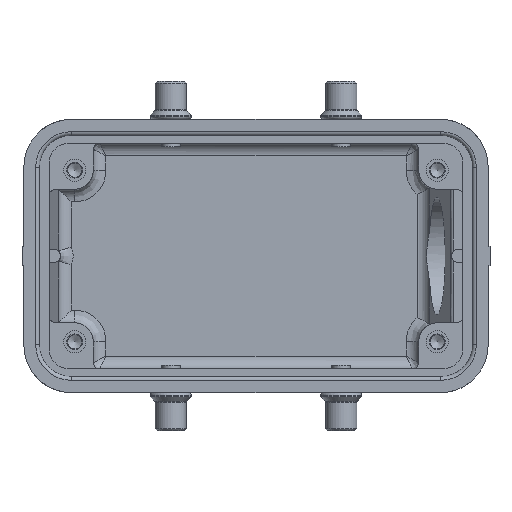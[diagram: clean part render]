
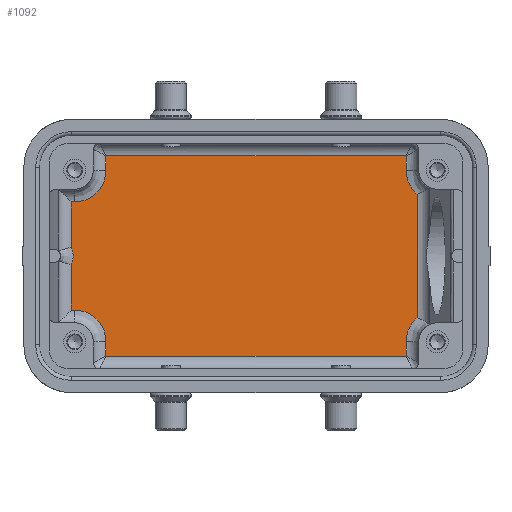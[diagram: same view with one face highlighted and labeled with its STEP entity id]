
A CAD part, front view. The second image highlights one B-rep face of the part: STEP entity #1092.
In plain terms, the highlighted planar face has unit normal (0, -1, 0).
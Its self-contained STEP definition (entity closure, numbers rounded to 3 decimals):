
#665=FACE_OUTER_BOUND('',#2813,.T.);
#1092=ADVANCED_FACE('',(#665),#1382,.F.);
#1382=PLANE('',#6948);
#1812=LINE('',#11487,#2259);
#1813=LINE('',#11490,#2260);
#1814=LINE('',#11494,#2261);
#1815=LINE('',#11496,#2262);
#1816=LINE('',#11498,#2263);
#1817=LINE('',#11502,#2264);
#1818=LINE('',#11506,#2265);
#1819=LINE('',#11508,#2266);
#1820=LINE('',#11510,#2267);
#1821=LINE('',#11514,#2268);
#1822=LINE('',#11516,#2269);
#2259=VECTOR('',#8220,1.);
#2260=VECTOR('',#8221,1.);
#2261=VECTOR('',#8224,1.);
#2262=VECTOR('',#8225,1.);
#2263=VECTOR('',#8226,1.);
#2264=VECTOR('',#8229,1.);
#2265=VECTOR('',#8232,1.);
#2266=VECTOR('',#8233,1.);
#2267=VECTOR('',#8234,1.);
#2268=VECTOR('',#8237,1.);
#2269=VECTOR('',#8238,1.);
#2813=EDGE_LOOP('',(#4223,#4224,#4225,#4226,#4227,#4228,#4229,#4230,#4231,
#4232,#4233,#4234,#4235,#4236,#4237,#4238));
#4223=ORIENTED_EDGE('',*,*,#6109,.F.);
#4224=ORIENTED_EDGE('',*,*,#6110,.F.);
#4225=ORIENTED_EDGE('',*,*,#6111,.F.);
#4226=ORIENTED_EDGE('',*,*,#6112,.F.);
#4227=ORIENTED_EDGE('',*,*,#6113,.F.);
#4228=ORIENTED_EDGE('',*,*,#6114,.F.);
#4229=ORIENTED_EDGE('',*,*,#6115,.F.);
#4230=ORIENTED_EDGE('',*,*,#6116,.F.);
#4231=ORIENTED_EDGE('',*,*,#6117,.F.);
#4232=ORIENTED_EDGE('',*,*,#6118,.F.);
#4233=ORIENTED_EDGE('',*,*,#6119,.F.);
#4234=ORIENTED_EDGE('',*,*,#6120,.F.);
#4235=ORIENTED_EDGE('',*,*,#6121,.F.);
#4236=ORIENTED_EDGE('',*,*,#6122,.F.);
#4237=ORIENTED_EDGE('',*,*,#6123,.F.);
#4238=ORIENTED_EDGE('',*,*,#6124,.F.);
#5298=VERTEX_POINT('',#11488);
#5299=VERTEX_POINT('',#11489);
#5300=VERTEX_POINT('',#11491);
#5301=VERTEX_POINT('',#11493);
#5302=VERTEX_POINT('',#11495);
#5303=VERTEX_POINT('',#11497);
#5304=VERTEX_POINT('',#11499);
#5305=VERTEX_POINT('',#11501);
#5306=VERTEX_POINT('',#11503);
#5307=VERTEX_POINT('',#11505);
#5308=VERTEX_POINT('',#11507);
#5309=VERTEX_POINT('',#11509);
#5310=VERTEX_POINT('',#11511);
#5311=VERTEX_POINT('',#11513);
#5312=VERTEX_POINT('',#11515);
#5313=VERTEX_POINT('',#11517);
#6109=EDGE_CURVE('',#5298,#5299,#1812,.T.);
#6110=EDGE_CURVE('',#5300,#5298,#1813,.T.);
#6111=EDGE_CURVE('',#5301,#5300,#6520,.T.);
#6112=EDGE_CURVE('',#5302,#5301,#1814,.T.);
#6113=EDGE_CURVE('',#5303,#5302,#1815,.T.);
#6114=EDGE_CURVE('',#5304,#5303,#1816,.T.);
#6115=EDGE_CURVE('',#5305,#5304,#6521,.T.);
#6116=EDGE_CURVE('',#5306,#5305,#1817,.T.);
#6117=EDGE_CURVE('',#5307,#5306,#6522,.T.);
#6118=EDGE_CURVE('',#5308,#5307,#1818,.T.);
#6119=EDGE_CURVE('',#5309,#5308,#1819,.T.);
#6120=EDGE_CURVE('',#5310,#5309,#1820,.T.);
#6121=EDGE_CURVE('',#5311,#5310,#6523,.T.);
#6122=EDGE_CURVE('',#5312,#5311,#1821,.T.);
#6123=EDGE_CURVE('',#5313,#5312,#1822,.T.);
#6124=EDGE_CURVE('',#5299,#5313,#6524,.T.);
#6520=CIRCLE('',#6943,5.);
#6521=CIRCLE('',#6944,5.);
#6522=CIRCLE('',#6945,5.);
#6523=CIRCLE('',#6946,5.);
#6524=CIRCLE('',#6947,3.);
#6943=AXIS2_PLACEMENT_3D('',#11492,#8222,#8223);
#6944=AXIS2_PLACEMENT_3D('',#11500,#8227,#8228);
#6945=AXIS2_PLACEMENT_3D('',#11504,#8230,#8231);
#6946=AXIS2_PLACEMENT_3D('',#11512,#8235,#8236);
#6947=AXIS2_PLACEMENT_3D('',#11518,#8239,#8240);
#6948=AXIS2_PLACEMENT_3D('',#11519,#8241,#8242);
#8220=DIRECTION('',(0.,0.,1.));
#8221=DIRECTION('',(-1.,0.,0.));
#8222=DIRECTION('',(0.,-1.,0.));
#8223=DIRECTION('',(1.,0.,0.));
#8224=DIRECTION('',(0.,0.,1.));
#8225=DIRECTION('',(-1.,0.,0.));
#8226=DIRECTION('',(0.,0.,-1.));
#8227=DIRECTION('',(0.,-1.,0.));
#8228=DIRECTION('',(-0.649,0.,0.761));
#8229=DIRECTION('',(0.,0.,-1.));
#8230=DIRECTION('',(0.,-1.,0.));
#8231=DIRECTION('',(-1.,0.,0.));
#8232=DIRECTION('',(0.,0.,-1.));
#8233=DIRECTION('',(1.,0.,0.));
#8234=DIRECTION('',(0.,0.,1.));
#8235=DIRECTION('',(0.,-1.,0.));
#8236=DIRECTION('',(0.,0.,-1.));
#8237=DIRECTION('',(1.,0.,0.));
#8238=DIRECTION('',(0.,0.,1.));
#8239=DIRECTION('',(0.,-1.,0.));
#8240=DIRECTION('',(0.892,0.,-0.453));
#8241=DIRECTION('',(0.,1.,0.));
#8242=DIRECTION('',(1.,0.,0.));
#11487=CARTESIAN_POINT('',(-17.854,-24.898,-8.5));
#11488=CARTESIAN_POINT('',(-17.854,-24.898,-8.5));
#11489=CARTESIAN_POINT('',(-17.854,-24.898,-1.358));
#11490=CARTESIAN_POINT('',(-17.379,-24.898,-8.5));
#11491=CARTESIAN_POINT('',(-17.379,-24.898,-8.5));
#11492=CARTESIAN_POINT('',(-17.379,-24.898,-13.5));
#11493=CARTESIAN_POINT('',(-12.379,-24.898,-13.5));
#11494=CARTESIAN_POINT('',(-12.379,-24.898,-15.75));
#11495=CARTESIAN_POINT('',(-12.379,-24.898,-15.75));
#11496=CARTESIAN_POINT('',(34.821,-24.898,-15.75));
#11497=CARTESIAN_POINT('',(34.821,-24.898,-15.75));
#11498=CARTESIAN_POINT('',(34.821,-24.898,-13.5));
#11499=CARTESIAN_POINT('',(34.821,-24.898,-13.5));
#11500=CARTESIAN_POINT('',(39.821,-24.898,-13.5));
#11501=CARTESIAN_POINT('',(36.576,-24.898,-9.696));
#11502=CARTESIAN_POINT('',(36.576,-24.898,9.696));
#11503=CARTESIAN_POINT('',(36.576,-24.898,9.696));
#11504=CARTESIAN_POINT('',(39.821,-24.898,13.5));
#11505=CARTESIAN_POINT('',(34.821,-24.898,13.5));
#11506=CARTESIAN_POINT('',(34.821,-24.898,15.75));
#11507=CARTESIAN_POINT('',(34.821,-24.898,15.75));
#11508=CARTESIAN_POINT('',(-12.379,-24.898,15.75));
#11509=CARTESIAN_POINT('',(-12.379,-24.898,15.75));
#11510=CARTESIAN_POINT('',(-12.379,-24.898,13.5));
#11511=CARTESIAN_POINT('',(-12.379,-24.898,13.5));
#11512=CARTESIAN_POINT('',(-17.379,-24.898,13.5));
#11513=CARTESIAN_POINT('',(-17.379,-24.898,8.5));
#11514=CARTESIAN_POINT('',(-17.854,-24.898,8.5));
#11515=CARTESIAN_POINT('',(-17.854,-24.898,8.5));
#11516=CARTESIAN_POINT('',(-17.854,-24.898,1.358));
#11517=CARTESIAN_POINT('',(-17.854,-24.898,1.358));
#11518=CARTESIAN_POINT('',(-20.529,-24.898,0.));
#11519=CARTESIAN_POINT('',(-19.893,-24.898,18.05));
